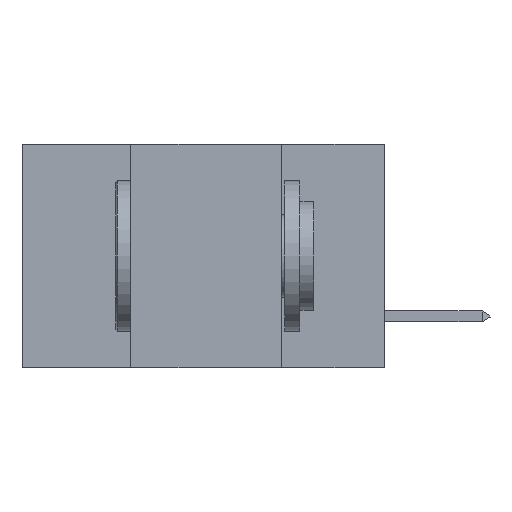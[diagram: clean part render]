
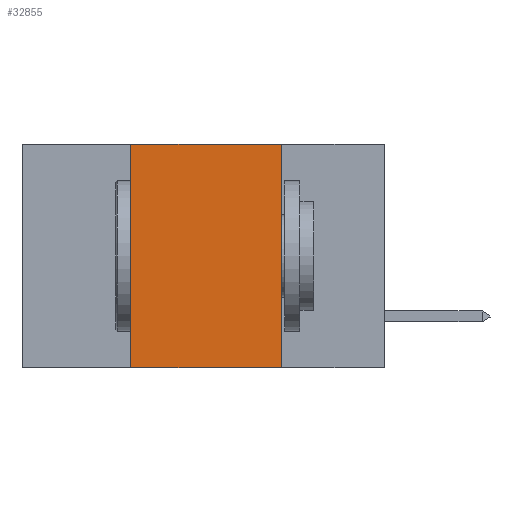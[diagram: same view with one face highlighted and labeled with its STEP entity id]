
A CAD part, left-side view. The second image highlights one B-rep face of the part: STEP entity #32855.
In plain terms, the highlighted planar face has unit normal (-1, 0, 0).
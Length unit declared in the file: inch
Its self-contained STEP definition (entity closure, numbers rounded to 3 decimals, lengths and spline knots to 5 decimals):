
#901 = ORIENTED_EDGE ( 'NONE', *, *, #12915, .F. ) ;
#2850 = DIRECTION ( 'NONE',  ( 0., 0., 1. ) ) ;
#3407 = VERTEX_POINT ( 'NONE', #11407 ) ;
#6028 = EDGE_LOOP ( 'NONE', ( #37668, #901, #39115, #16046 ) ) ;
#9509 = EDGE_CURVE ( 'NONE', #41206, #29867, #41128, .T. ) ;
#10467 = AXIS2_PLACEMENT_3D ( 'NONE', #35930, #16573, #39211 ) ;
#10647 = EDGE_CURVE ( 'NONE', #3407, #29867, #25217, .T. ) ;
#10698 = CARTESIAN_POINT ( 'NONE',  ( 0., 0.42, 0. ) ) ;
#11057 = DIRECTION ( 'NONE',  ( 0., -1., 0. ) ) ;
#11407 = CARTESIAN_POINT ( 'NONE',  ( 0., 0.42, -0.37 ) ) ;
#12915 = EDGE_CURVE ( 'NONE', #24158, #41206, #22747, .T. ) ;
#15351 = FACE_OUTER_BOUND ( 'NONE', #6028, .T. ) ;
#16046 = ORIENTED_EDGE ( 'NONE', *, *, #10647, .T. ) ;
#16537 = VECTOR ( 'NONE', #29975, 39.37008 ) ;
#16573 = DIRECTION ( 'NONE',  ( 1., 0., 0. ) ) ;
#17938 = CARTESIAN_POINT ( 'NONE',  ( 0., 0.6, -0.37 ) ) ;
#18384 = PLANE ( 'NONE',  #10467 ) ;
#19316 = EDGE_CURVE ( 'NONE', #3407, #24158, #21036, .T. ) ;
#21036 = LINE ( 'NONE', #35591, #39952 ) ;
#22747 = LINE ( 'NONE', #28832, #37561 ) ;
#24158 = VERTEX_POINT ( 'NONE', #10698 ) ;
#25217 = LINE ( 'NONE', #17938, #28274 ) ;
#25398 = DIRECTION ( 'NONE',  ( 0., -1., 0. ) ) ;
#28274 = VECTOR ( 'NONE', #11057, 39.37008 ) ;
#28832 = CARTESIAN_POINT ( 'NONE',  ( 0., 0.6, 0. ) ) ;
#29867 = VERTEX_POINT ( 'NONE', #38724 ) ;
#29975 = DIRECTION ( 'NONE',  ( 0., 0., -1. ) ) ;
#31060 = CARTESIAN_POINT ( 'NONE',  ( 0., 0.17, 0. ) ) ;
#32607 = CARTESIAN_POINT ( 'NONE',  ( 0., 0.17, 0. ) ) ;
#32855 = ADVANCED_FACE ( 'NONE', ( #15351 ), #18384, .F. ) ;
#35591 = CARTESIAN_POINT ( 'NONE',  ( 0., 0.42, 0. ) ) ;
#35930 = CARTESIAN_POINT ( 'NONE',  ( 0., 0.6, 0. ) ) ;
#37561 = VECTOR ( 'NONE', #25398, 39.37008 ) ;
#37668 = ORIENTED_EDGE ( 'NONE', *, *, #9509, .F. ) ;
#38724 = CARTESIAN_POINT ( 'NONE',  ( 0., 0.17, -0.37 ) ) ;
#39115 = ORIENTED_EDGE ( 'NONE', *, *, #19316, .F. ) ;
#39211 = DIRECTION ( 'NONE',  ( 0., 0., -1. ) ) ;
#39952 = VECTOR ( 'NONE', #2850, 39.37008 ) ;
#41128 = LINE ( 'NONE', #32607, #16537 ) ;
#41206 = VERTEX_POINT ( 'NONE', #31060 ) ;
